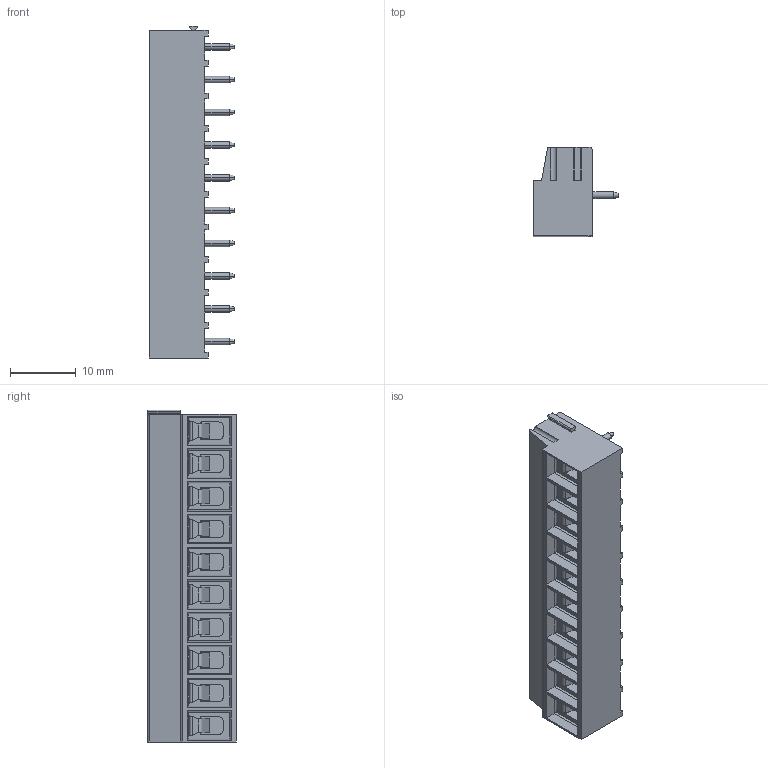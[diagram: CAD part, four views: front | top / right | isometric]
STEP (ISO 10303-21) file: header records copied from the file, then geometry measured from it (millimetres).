
FILE_DESCRIPTION((''),'2;1');
FILE_NAME('PRT0051','2024-11-08T',('yanfa'),(''),'PRO/ENGINEER BY PARAMETRIC TECHNOLOGY CORPORATION, 2009280','PRO/ENGINEER BY PARAMETRIC TECHNOLOGY CORPORATION, 2009280','');
FILE_SCHEMA(('AUTOMOTIVE_DESIGN_CC2 { 1 2 10303 214 -1 1 5 2 }'));
Length unit declared in the file: millimetre
Products named in the file (1): PRT0051
Bounding box: 13.1 x 13.5 x 50.68 mm (x, y, z)
Volume: 4209.6 mm3; surface area: 4486.2 mm2
Topology: 1 solids, 1 shells, 788 faces, 2071 edges, 1334 vertices
Faces by surface type: plane 447, cylinder 261, cone 60, torus 20
Entity records: 24493 total; most frequent: CARTESIAN_POINT 4570, DIRECTION 4169, ORIENTED_EDGE 4142, EDGE_CURVE 2071, AXIS2_PLACEMENT_3D 1390, VECTOR 1389, LINE 1389, VERTEX_POINT 1334
